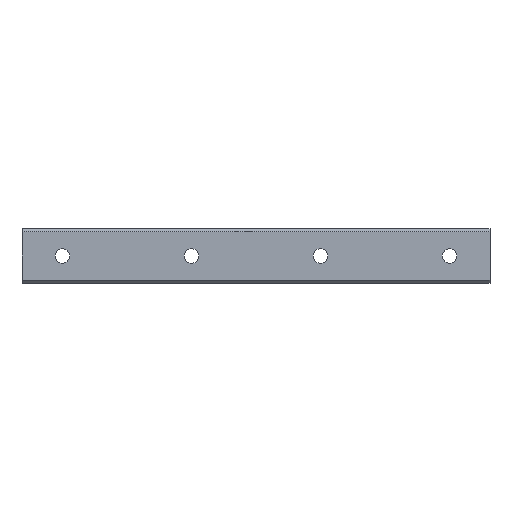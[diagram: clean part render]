
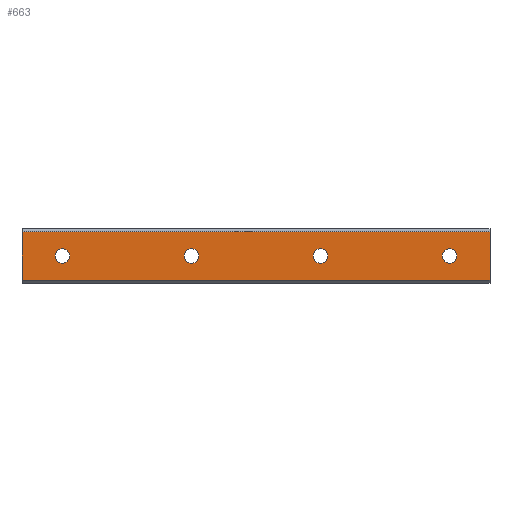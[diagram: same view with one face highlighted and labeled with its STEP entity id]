
A CAD part, front view. The second image highlights one B-rep face of the part: STEP entity #663.
In plain terms, the highlighted planar face has unit normal (0, -1, 0).
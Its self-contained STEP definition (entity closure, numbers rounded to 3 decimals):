
#26 = VERTEX_POINT ( 'NONE', #1035 ) ;
#29 = VERTEX_POINT ( 'NONE', #217 ) ;
#31 = DIRECTION ( 'NONE',  ( 0., -1., 0. ) ) ;
#58 = DIRECTION ( 'NONE',  ( 0., 0., 1. ) ) ;
#60 = EDGE_LOOP ( 'NONE', ( #1419, #89 ) ) ;
#89 = ORIENTED_EDGE ( 'NONE', *, *, #1516, .F. ) ;
#102 = CARTESIAN_POINT ( 'NONE',  ( 265., 0., 14.95 ) ) ;
#121 = ORIENTED_EDGE ( 'NONE', *, *, #727, .F. ) ;
#122 = CIRCLE ( 'NONE', #743, 4.5 ) ;
#136 = CARTESIAN_POINT ( 'NONE',  ( 240., 0., 0. ) ) ;
#150 = DIRECTION ( 'NONE',  ( 0., 0., 1. ) ) ;
#168 = VERTEX_POINT ( 'NONE', #1272 ) ;
#170 = ORIENTED_EDGE ( 'NONE', *, *, #1357, .F. ) ;
#174 = CARTESIAN_POINT ( 'NONE',  ( 80., 0., 4.5 ) ) ;
#183 = CARTESIAN_POINT ( 'NONE',  ( 265., 0., -14.95 ) ) ;
#185 = AXIS2_PLACEMENT_3D ( 'NONE', #1144, #900, #1494 ) ;
#188 = CARTESIAN_POINT ( 'NONE',  ( 160., 0., -4.5 ) ) ;
#206 = CIRCLE ( 'NONE', #1058, 4.5 ) ;
#217 = CARTESIAN_POINT ( 'NONE',  ( 265., 0., -14.95 ) ) ;
#223 = DIRECTION ( 'NONE',  ( 0., 0., 1. ) ) ;
#245 = DIRECTION ( 'NONE',  ( 0., -1., 0. ) ) ;
#274 = CIRCLE ( 'NONE', #1342, 4.5 ) ;
#287 = EDGE_LOOP ( 'NONE', ( #1140, #1317 ) ) ;
#305 = EDGE_LOOP ( 'NONE', ( #755, #473, #121, #170 ) ) ;
#317 = EDGE_CURVE ( 'NONE', #29, #168, #729, .T. ) ;
#320 = VERTEX_POINT ( 'NONE', #412 ) ;
#325 = PLANE ( 'NONE',  #674 ) ;
#347 = CARTESIAN_POINT ( 'NONE',  ( 240., 0., -4.5 ) ) ;
#378 = AXIS2_PLACEMENT_3D ( 'NONE', #826, #31, #832 ) ;
#393 = AXIS2_PLACEMENT_3D ( 'NONE', #136, #957, #150 ) ;
#394 = LINE ( 'NONE', #787, #896 ) ;
#395 = DIRECTION ( 'NONE',  ( 0., -1., 0. ) ) ;
#403 = DIRECTION ( 'NONE',  ( -1., 0., 0. ) ) ;
#412 = CARTESIAN_POINT ( 'NONE',  ( 240., 0., 4.5 ) ) ;
#429 = CIRCLE ( 'NONE', #185, 4.5 ) ;
#437 = LINE ( 'NONE', #1360, #1142 ) ;
#442 = FACE_BOUND ( 'NONE', #287, .T. ) ;
#443 = EDGE_CURVE ( 'NONE', #1420, #1354, #1279, .T. ) ;
#466 = EDGE_CURVE ( 'NONE', #747, #1004, #1199, .T. ) ;
#468 = AXIS2_PLACEMENT_3D ( 'NONE', #1527, #917, #223 ) ;
#473 = ORIENTED_EDGE ( 'NONE', *, *, #705, .F. ) ;
#480 = CARTESIAN_POINT ( 'NONE',  ( 80., 0., -4.5 ) ) ;
#525 = CARTESIAN_POINT ( 'NONE',  ( 0., 0., 4.5 ) ) ;
#577 = ORIENTED_EDGE ( 'NONE', *, *, #1075, .F. ) ;
#590 = VERTEX_POINT ( 'NONE', #1477 ) ;
#600 = ORIENTED_EDGE ( 'NONE', *, *, #443, .F. ) ;
#601 = AXIS2_PLACEMENT_3D ( 'NONE', #1312, #245, #719 ) ;
#644 = CARTESIAN_POINT ( 'NONE',  ( 265., 0., 14.95 ) ) ;
#663 = ADVANCED_FACE ( 'NONE', ( #1032, #1524, #1164, #442, #912 ), #325, .F. ) ;
#674 = AXIS2_PLACEMENT_3D ( 'NONE', #102, #1043, #926 ) ;
#676 = VECTOR ( 'NONE', #403, 1000. ) ;
#694 = DIRECTION ( 'NONE',  ( 0., -1., 0. ) ) ;
#705 = EDGE_CURVE ( 'NONE', #1504, #29, #938, .T. ) ;
#718 = CIRCLE ( 'NONE', #468, 4.5 ) ;
#719 = DIRECTION ( 'NONE',  ( 0., 0., 1. ) ) ;
#727 = EDGE_CURVE ( 'NONE', #590, #1504, #394, .T. ) ;
#729 = LINE ( 'NONE', #183, #676 ) ;
#743 = AXIS2_PLACEMENT_3D ( 'NONE', #1034, #694, #1050 ) ;
#745 = EDGE_CURVE ( 'NONE', #1004, #747, #429, .T. ) ;
#747 = VERTEX_POINT ( 'NONE', #1236 ) ;
#755 = ORIENTED_EDGE ( 'NONE', *, *, #317, .F. ) ;
#787 = CARTESIAN_POINT ( 'NONE',  ( 265., 0., 14.95 ) ) ;
#826 = CARTESIAN_POINT ( 'NONE',  ( 80., 0., 0. ) ) ;
#832 = DIRECTION ( 'NONE',  ( 0., 0., 1. ) ) ;
#849 = ORIENTED_EDGE ( 'NONE', *, *, #1267, .F. ) ;
#868 = DIRECTION ( 'NONE',  ( 1., 0., 0. ) ) ;
#896 = VECTOR ( 'NONE', #868, 1000. ) ;
#900 = DIRECTION ( 'NONE',  ( 0., -1., 0. ) ) ;
#912 = FACE_BOUND ( 'NONE', #1101, .T. ) ;
#917 = DIRECTION ( 'NONE',  ( 0., -1., 0. ) ) ;
#926 = DIRECTION ( 'NONE',  ( 0., 0., 1. ) ) ;
#931 = EDGE_CURVE ( 'NONE', #1354, #1420, #274, .T. ) ;
#938 = LINE ( 'NONE', #644, #1121 ) ;
#957 = DIRECTION ( 'NONE',  ( 0., -1., 0. ) ) ;
#960 = CARTESIAN_POINT ( 'NONE',  ( 80., 0., 0. ) ) ;
#1004 = VERTEX_POINT ( 'NONE', #188 ) ;
#1032 = FACE_OUTER_BOUND ( 'NONE', #305, .T. ) ;
#1034 = CARTESIAN_POINT ( 'NONE',  ( 240., 0., 0. ) ) ;
#1035 = CARTESIAN_POINT ( 'NONE',  ( 0., 0., -4.5 ) ) ;
#1043 = DIRECTION ( 'NONE',  ( 0., 1., 0. ) ) ;
#1050 = DIRECTION ( 'NONE',  ( 0., 0., 1. ) ) ;
#1058 = AXIS2_PLACEMENT_3D ( 'NONE', #1334, #395, #1329 ) ;
#1075 = EDGE_CURVE ( 'NONE', #26, #1372, #718, .T. ) ;
#1101 = EDGE_LOOP ( 'NONE', ( #600, #1464 ) ) ;
#1121 = VECTOR ( 'NONE', #1378, 1000. ) ;
#1140 = ORIENTED_EDGE ( 'NONE', *, *, #466, .F. ) ;
#1142 = VECTOR ( 'NONE', #58, 1000. ) ;
#1144 = CARTESIAN_POINT ( 'NONE',  ( 160., 0., 0. ) ) ;
#1164 = FACE_BOUND ( 'NONE', #60, .T. ) ;
#1170 = VERTEX_POINT ( 'NONE', #347 ) ;
#1180 = EDGE_LOOP ( 'NONE', ( #849, #577 ) ) ;
#1199 = CIRCLE ( 'NONE', #601, 4.5 ) ;
#1236 = CARTESIAN_POINT ( 'NONE',  ( 160., 0., 4.5 ) ) ;
#1267 = EDGE_CURVE ( 'NONE', #1372, #26, #206, .T. ) ;
#1272 = CARTESIAN_POINT ( 'NONE',  ( -25., 0., -14.95 ) ) ;
#1279 = CIRCLE ( 'NONE', #378, 4.5 ) ;
#1301 = EDGE_CURVE ( 'NONE', #320, #1170, #1430, .T. ) ;
#1312 = CARTESIAN_POINT ( 'NONE',  ( 160., 0., 0. ) ) ;
#1317 = ORIENTED_EDGE ( 'NONE', *, *, #745, .F. ) ;
#1329 = DIRECTION ( 'NONE',  ( 0., 0., 1. ) ) ;
#1334 = CARTESIAN_POINT ( 'NONE',  ( 0., 0., 0. ) ) ;
#1342 = AXIS2_PLACEMENT_3D ( 'NONE', #960, #1454, #1434 ) ;
#1354 = VERTEX_POINT ( 'NONE', #480 ) ;
#1357 = EDGE_CURVE ( 'NONE', #168, #590, #437, .T. ) ;
#1360 = CARTESIAN_POINT ( 'NONE',  ( -25., 0., 14.95 ) ) ;
#1372 = VERTEX_POINT ( 'NONE', #525 ) ;
#1378 = DIRECTION ( 'NONE',  ( 0., 0., -1. ) ) ;
#1419 = ORIENTED_EDGE ( 'NONE', *, *, #1301, .F. ) ;
#1420 = VERTEX_POINT ( 'NONE', #174 ) ;
#1430 = CIRCLE ( 'NONE', #393, 4.5 ) ;
#1434 = DIRECTION ( 'NONE',  ( 0., 0., 1. ) ) ;
#1454 = DIRECTION ( 'NONE',  ( 0., -1., 0. ) ) ;
#1464 = ORIENTED_EDGE ( 'NONE', *, *, #931, .F. ) ;
#1477 = CARTESIAN_POINT ( 'NONE',  ( -25., 0., 14.95 ) ) ;
#1494 = DIRECTION ( 'NONE',  ( 0., 0., 1. ) ) ;
#1504 = VERTEX_POINT ( 'NONE', #1525 ) ;
#1516 = EDGE_CURVE ( 'NONE', #1170, #320, #122, .T. ) ;
#1524 = FACE_BOUND ( 'NONE', #1180, .T. ) ;
#1525 = CARTESIAN_POINT ( 'NONE',  ( 265., 0., 14.95 ) ) ;
#1527 = CARTESIAN_POINT ( 'NONE',  ( 0., 0., 0. ) ) ;
